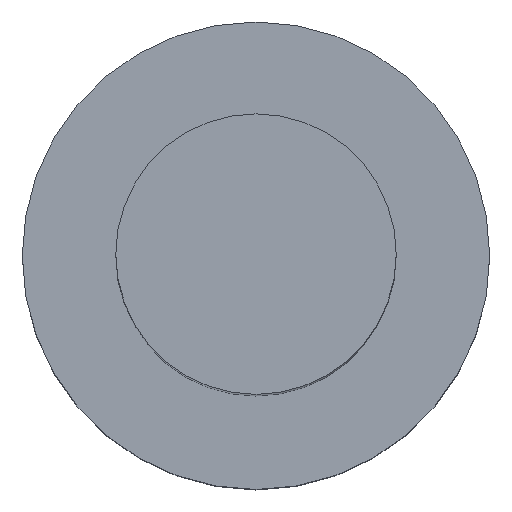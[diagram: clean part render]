
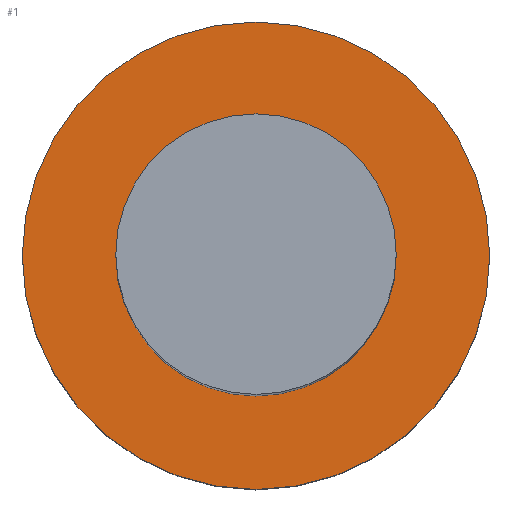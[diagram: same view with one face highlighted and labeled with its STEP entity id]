
A CAD part, top view. The second image highlights one B-rep face of the part: STEP entity #1.
In plain terms, the highlighted planar face has unit normal (0, 0, 1).
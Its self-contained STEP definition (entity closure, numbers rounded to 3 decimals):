
#1 = ADVANCED_FACE ( 'NONE', ( #212, #290 ), #215, .T. ) ;
#9 = DIRECTION ( 'NONE',  ( 0., 0., 1. ) ) ;
#27 = AXIS2_PLACEMENT_3D ( 'NONE', #245, #28, #316 ) ;
#28 = DIRECTION ( 'NONE',  ( 0., 0., 1. ) ) ;
#45 = DIRECTION ( 'NONE',  ( 1., 0., 0. ) ) ;
#46 = CIRCLE ( 'NONE', #129, 2.5 ) ;
#49 = DIRECTION ( 'NONE',  ( 1., 0., 0. ) ) ;
#57 = DIRECTION ( 'NONE',  ( 1., 0., 0. ) ) ;
#72 = CARTESIAN_POINT ( 'NONE',  ( -2.5, 0., 3. ) ) ;
#77 = CIRCLE ( 'NONE', #321, 1.5 ) ;
#110 = DIRECTION ( 'NONE',  ( 1., 0., 0. ) ) ;
#116 = VERTEX_POINT ( 'NONE', #396 ) ;
#120 = CARTESIAN_POINT ( 'NONE',  ( 0., 0., 3. ) ) ;
#129 = AXIS2_PLACEMENT_3D ( 'NONE', #369, #236, #49 ) ;
#133 = CARTESIAN_POINT ( 'NONE',  ( -1.5, 0., 3. ) ) ;
#140 = EDGE_LOOP ( 'NONE', ( #181, #244 ) ) ;
#144 = AXIS2_PLACEMENT_3D ( 'NONE', #249, #178, #57 ) ;
#178 = DIRECTION ( 'NONE',  ( 0., 0., 1. ) ) ;
#181 = ORIENTED_EDGE ( 'NONE', *, *, #213, .T. ) ;
#212 = FACE_BOUND ( 'NONE', #420, .T. ) ;
#213 = EDGE_CURVE ( 'NONE', #303, #217, #46, .T. ) ;
#215 = PLANE ( 'NONE',  #144 ) ;
#217 = VERTEX_POINT ( 'NONE', #371 ) ;
#227 = CIRCLE ( 'NONE', #27, 1.5 ) ;
#236 = DIRECTION ( 'NONE',  ( 0., 0., 1. ) ) ;
#244 = ORIENTED_EDGE ( 'NONE', *, *, #319, .T. ) ;
#245 = CARTESIAN_POINT ( 'NONE',  ( 0., 0., 3. ) ) ;
#249 = CARTESIAN_POINT ( 'NONE',  ( 0., 0., 3. ) ) ;
#259 = EDGE_CURVE ( 'NONE', #116, #346, #77, .T. ) ;
#273 = ORIENTED_EDGE ( 'NONE', *, *, #407, .F. ) ;
#290 = FACE_OUTER_BOUND ( 'NONE', #140, .T. ) ;
#302 = DIRECTION ( 'NONE',  ( 0., 0., 1. ) ) ;
#303 = VERTEX_POINT ( 'NONE', #72 ) ;
#308 = CARTESIAN_POINT ( 'NONE',  ( 0., 0., 3. ) ) ;
#313 = ORIENTED_EDGE ( 'NONE', *, *, #259, .F. ) ;
#316 = DIRECTION ( 'NONE',  ( 1., 0., 0. ) ) ;
#319 = EDGE_CURVE ( 'NONE', #217, #303, #392, .T. ) ;
#321 = AXIS2_PLACEMENT_3D ( 'NONE', #120, #9, #45 ) ;
#324 = AXIS2_PLACEMENT_3D ( 'NONE', #308, #302, #110 ) ;
#346 = VERTEX_POINT ( 'NONE', #133 ) ;
#369 = CARTESIAN_POINT ( 'NONE',  ( 0., 0., 3. ) ) ;
#371 = CARTESIAN_POINT ( 'NONE',  ( 2.5, 0., 3. ) ) ;
#392 = CIRCLE ( 'NONE', #324, 2.5 ) ;
#396 = CARTESIAN_POINT ( 'NONE',  ( 1.5, 0., 3. ) ) ;
#407 = EDGE_CURVE ( 'NONE', #346, #116, #227, .T. ) ;
#420 = EDGE_LOOP ( 'NONE', ( #273, #313 ) ) ;
